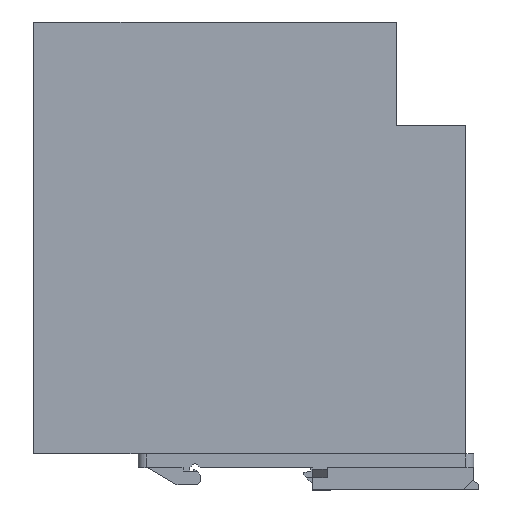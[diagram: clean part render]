
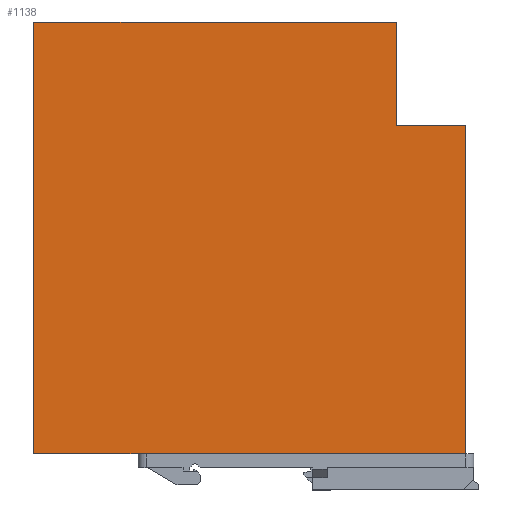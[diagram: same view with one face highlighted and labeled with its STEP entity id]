
A CAD part, left-side view. The second image highlights one B-rep face of the part: STEP entity #1138.
In plain terms, the highlighted planar face has unit normal (-1, 0, 0).
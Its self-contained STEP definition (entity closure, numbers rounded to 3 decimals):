
#1095=AXIS2_PLACEMENT_3D('Plane Axis2P3D',#1092,#1093,#1094) ;
#302=CARTESIAN_POINT('Line Origine',(0.,3.7,58.)) ;
#306=CARTESIAN_POINT('Vertex',(0.,3.7,105.5)) ;
#308=CARTESIAN_POINT('Vertex',(0.,3.7,10.5)) ;
#1092=CARTESIAN_POINT('Axis2P3D Location',(0.,4.8,12.1)) ;
#1097=CARTESIAN_POINT('Line Origine',(0.,23.7,120.5)) ;
#1101=CARTESIAN_POINT('Vertex',(0.,23.7,135.5)) ;
#1103=CARTESIAN_POINT('Vertex',(0.,23.7,105.5)) ;
#1106=CARTESIAN_POINT('Line Origine',(0.,76.2,135.5)) ;
#1110=CARTESIAN_POINT('Vertex',(0.,128.7,135.5)) ;
#1113=CARTESIAN_POINT('Line Origine',(0.,128.7,73.)) ;
#1117=CARTESIAN_POINT('Vertex',(0.,128.7,10.5)) ;
#1120=CARTESIAN_POINT('Line Origine',(0.,66.2,10.5)) ;
#1125=CARTESIAN_POINT('Line Origine',(0.,13.7,105.5)) ;
#303=DIRECTION('Vector Direction',(0.,0.,1.)) ;
#1093=DIRECTION('Axis2P3D Direction',(-1.,0.,0.)) ;
#1094=DIRECTION('Axis2P3D XDirection',(0.,0.,1.)) ;
#1098=DIRECTION('Vector Direction',(0.,0.,-1.)) ;
#1107=DIRECTION('Vector Direction',(0.,-1.,0.)) ;
#1114=DIRECTION('Vector Direction',(0.,0.,1.)) ;
#1121=DIRECTION('Vector Direction',(0.,1.,0.)) ;
#1126=DIRECTION('Vector Direction',(0.,-1.,0.)) ;
#304=VECTOR('Line Direction',#303,1.) ;
#1099=VECTOR('Line Direction',#1098,1.) ;
#1108=VECTOR('Line Direction',#1107,1.) ;
#1115=VECTOR('Line Direction',#1114,1.) ;
#1122=VECTOR('Line Direction',#1121,1.) ;
#1127=VECTOR('Line Direction',#1126,1.) ;
#1131=ORIENTED_EDGE('',*,*,#1105,.F.) ;
#1132=ORIENTED_EDGE('',*,*,#1112,.F.) ;
#1133=ORIENTED_EDGE('',*,*,#1119,.F.) ;
#1134=ORIENTED_EDGE('',*,*,#1124,.F.) ;
#1135=ORIENTED_EDGE('',*,*,#310,.F.) ;
#1136=ORIENTED_EDGE('',*,*,#1129,.F.) ;
#1138=ADVANCED_FACE('STROMVERSORGUNG',(#1137),#1096,.T.) ;
#310=EDGE_CURVE('',#307,#309,#305,.F.) ;
#1105=EDGE_CURVE('',#1102,#1104,#1100,.T.) ;
#1112=EDGE_CURVE('',#1111,#1102,#1109,.T.) ;
#1119=EDGE_CURVE('',#1118,#1111,#1116,.T.) ;
#1124=EDGE_CURVE('',#309,#1118,#1123,.T.) ;
#1129=EDGE_CURVE('',#1104,#307,#1128,.T.) ;
#1130=EDGE_LOOP('',(#1131,#1132,#1133,#1134,#1135,#1136)) ;
#1137=FACE_OUTER_BOUND('',#1130,.T.) ;
#305=LINE('Line',#302,#304) ;
#1100=LINE('Line',#1097,#1099) ;
#1109=LINE('Line',#1106,#1108) ;
#1116=LINE('Line',#1113,#1115) ;
#1123=LINE('Line',#1120,#1122) ;
#1128=LINE('Line',#1125,#1127) ;
#1096=PLANE('',#1095) ;
#307=VERTEX_POINT('',#306) ;
#309=VERTEX_POINT('',#308) ;
#1102=VERTEX_POINT('',#1101) ;
#1104=VERTEX_POINT('',#1103) ;
#1111=VERTEX_POINT('',#1110) ;
#1118=VERTEX_POINT('',#1117) ;
